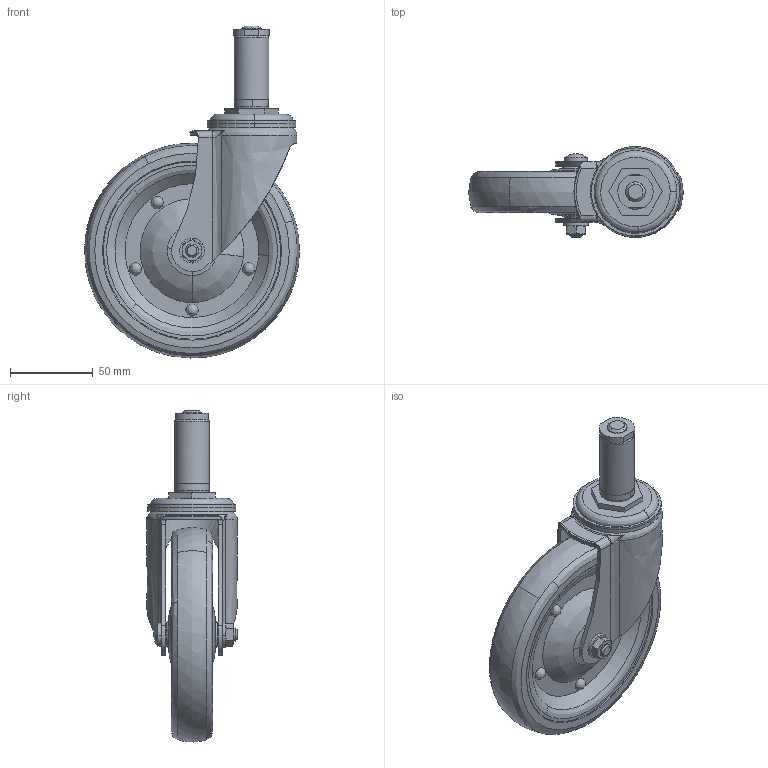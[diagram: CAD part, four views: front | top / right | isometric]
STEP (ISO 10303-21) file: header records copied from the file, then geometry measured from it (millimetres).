
FILE_DESCRIPTION((''),'2;1');
FILE_NAME('','2005-12-15T16:34:57',(''),(''),'','CADfix','');
FILE_SCHEMA(('AUTOMOTIVE_DESIGN'));
Length unit declared in the file: millimetre
Products named in the file (5): wheel; main shaft; body; axle; No_208_d21_22133_36
Assembly tree (4 placements, depth 2):
  No_208_d21_22133_36
    wheel
    main shaft
    body
    axle
Bounding box: 129.99 x 55 x 200.99 mm (x, y, z)
Volume: 310860.6 mm3; surface area: 71072.1 mm2
Topology: 4 solids, 4 shells, 211 faces, 634 edges, 459 vertices
Faces by surface type: bspline 211
Entity records: 9573 total; most frequent: CARTESIAN_POINT 6098, ORIENTED_EDGE 1262, EDGE_CURVE 631, VERTEX_POINT 459, EDGE_LOOP 250, FACE_OUTER_BOUND 211, ADVANCED_FACE 211, QUASI_UNIFORM_CURVE 138
